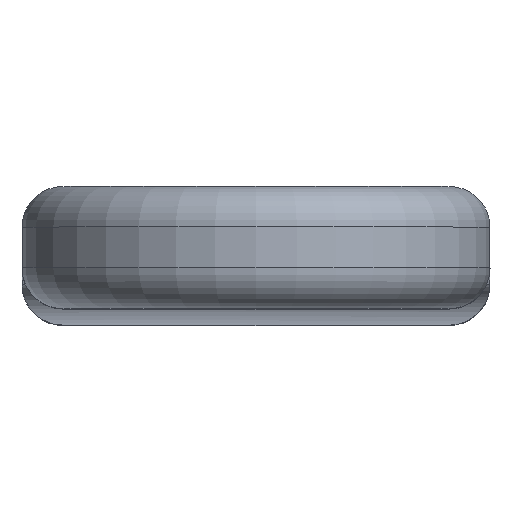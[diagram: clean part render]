
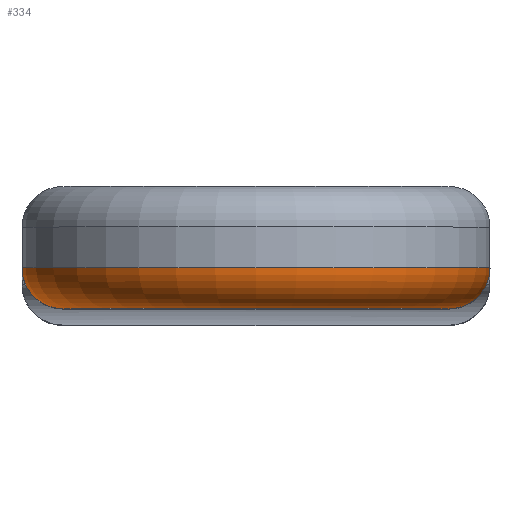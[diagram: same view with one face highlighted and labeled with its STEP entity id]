
A CAD part, top view. The second image highlights one B-rep face of the part: STEP entity #334.
In plain terms, the highlighted toroidal (fillet/blend) face has major radius 2.375 mm and minor radius 0.5 mm.
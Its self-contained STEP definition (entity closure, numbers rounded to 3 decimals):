
#25=TOROIDAL_SURFACE('',#371,2.375,0.5);
#30=FACE_OUTER_BOUND('',#52,.T.);
#52=EDGE_LOOP('',(#229,#230,#231,#232));
#77=CIRCLE('',#370,0.5);
#78=CIRCLE('',#372,0.5);
#79=CIRCLE('',#373,2.375);
#80=CIRCLE('',#374,2.875);
#151=VERTEX_POINT('',#541);
#152=VERTEX_POINT('',#543);
#153=VERTEX_POINT('',#547);
#154=VERTEX_POINT('',#548);
#179=EDGE_CURVE('',#151,#152,#77,.T.);
#181=EDGE_CURVE('',#153,#154,#78,.T.);
#182=EDGE_CURVE('',#154,#152,#79,.T.);
#183=EDGE_CURVE('',#151,#153,#80,.T.);
#229=ORIENTED_EDGE('',*,*,#181,.T.);
#230=ORIENTED_EDGE('',*,*,#182,.T.);
#231=ORIENTED_EDGE('',*,*,#179,.F.);
#232=ORIENTED_EDGE('',*,*,#183,.T.);
#334=ADVANCED_FACE('',(#30),#25,.T.);
#370=AXIS2_PLACEMENT_3D('',#544,#416,#417);
#371=AXIS2_PLACEMENT_3D('',#546,#419,#420);
#372=AXIS2_PLACEMENT_3D('',#549,#421,#422);
#373=AXIS2_PLACEMENT_3D('',#550,#423,#424);
#374=AXIS2_PLACEMENT_3D('',#551,#425,#426);
#416=DIRECTION('center_axis',(0.,0.,-1.));
#417=DIRECTION('ref_axis',(1.,0.,0.));
#419=DIRECTION('center_axis',(0.,-1.,0.));
#420=DIRECTION('ref_axis',(0.,0.,1.));
#421=DIRECTION('center_axis',(0.,0.,1.));
#422=DIRECTION('ref_axis',(-1.,0.,0.));
#423=DIRECTION('center_axis',(0.,1.,0.));
#424=DIRECTION('ref_axis',(0.,0.,1.));
#425=DIRECTION('center_axis',(0.,-1.,0.));
#426=DIRECTION('ref_axis',(0.,0.,1.));
#541=CARTESIAN_POINT('',(2.875,-21.,81.375));
#543=CARTESIAN_POINT('',(2.375,-21.5,81.375));
#544=CARTESIAN_POINT('Origin',(2.375,-21.,81.375));
#546=CARTESIAN_POINT('Origin',(0.,-21.,81.375));
#547=CARTESIAN_POINT('',(-2.875,-21.,81.375));
#548=CARTESIAN_POINT('',(-2.375,-21.5,81.375));
#549=CARTESIAN_POINT('Origin',(-2.375,-21.,81.375));
#550=CARTESIAN_POINT('Origin',(0.,-21.5,81.375));
#551=CARTESIAN_POINT('Origin',(0.,-21.,81.375));
